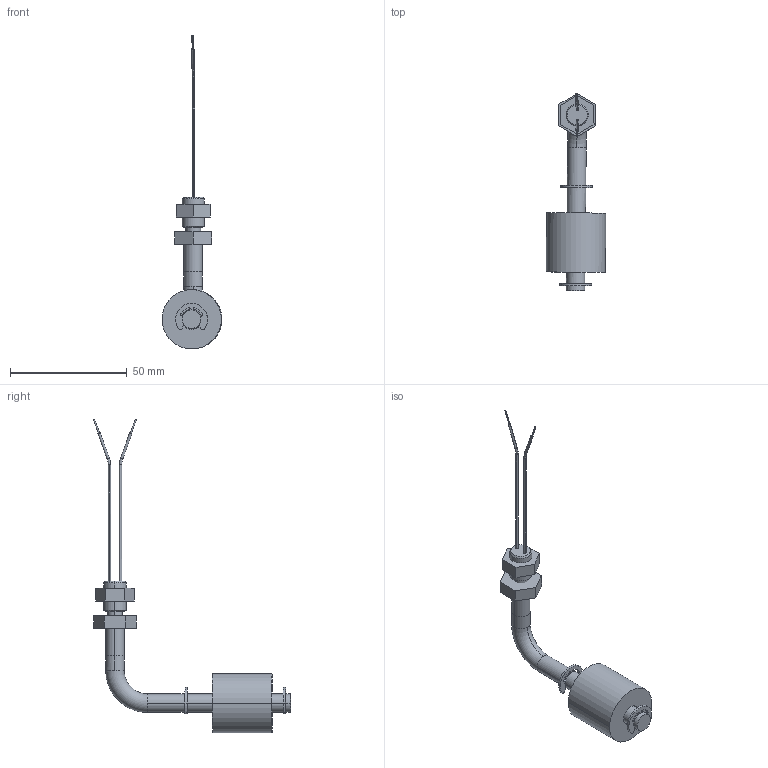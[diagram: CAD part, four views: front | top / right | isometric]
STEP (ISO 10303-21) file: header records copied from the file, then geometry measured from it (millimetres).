
FILE_DESCRIPTION (( 'STEP AP214' ), '1' );
FILE_NAME ('FLS-BM-200.STEP', '2014-01-31T18:31:46', ( '' ), ( '' ), 'SwSTEP 2.0', 'SolidWorks 2013', '' );
FILE_SCHEMA (( 'AUTOMOTIVE_DESIGN' ));
Length unit declared in the file: inch
Products named in the file (1): FLS-BM-200
Bounding box: 25.64 x 84.43 x 134.35 mm (x, y, z)
Volume: 19426.9 mm3; surface area: 8964.7 mm2
Topology: 8 solids, 8 shells, 140 faces, 338 edges, 224 vertices
Faces by surface type: cylinder 80, plane 50, torus 6, cone 4
Entity records: 4295 total; most frequent: DIRECTION 802, CARTESIAN_POINT 703, ORIENTED_EDGE 676, EDGE_CURVE 338, AXIS2_PLACEMENT_3D 323, VERTEX_POINT 224, CIRCLE 182, VECTOR 156
